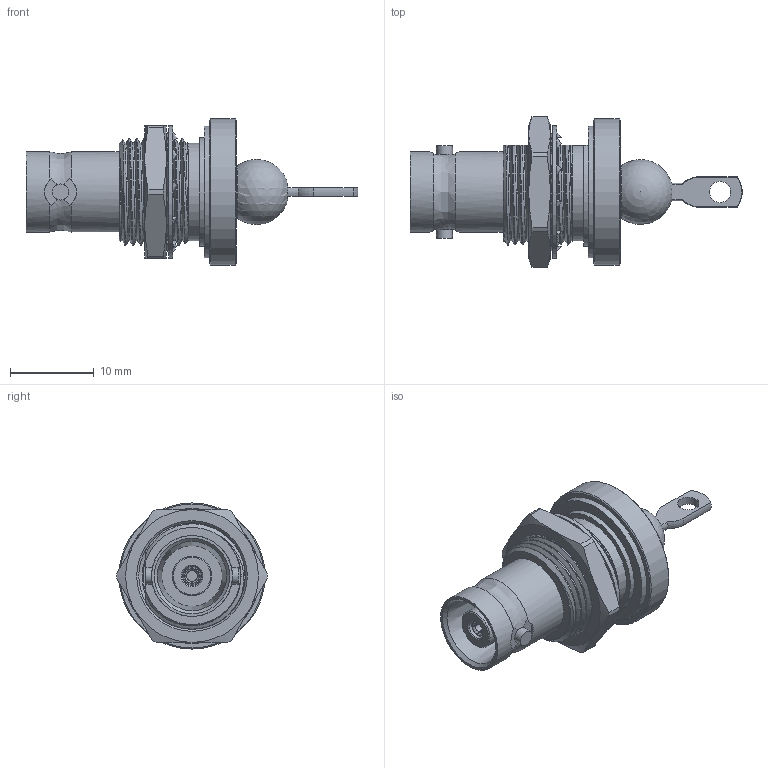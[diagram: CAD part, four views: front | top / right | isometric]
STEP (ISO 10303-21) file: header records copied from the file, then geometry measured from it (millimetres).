
FILE_DESCRIPTION (( 'STEP AP203' ), '1' );
FILE_NAME ('PE44896_3D.step', '2021-05-04T22:08:00', ( '' ), ( '' ), 'SwSTEP 2.0', 'SolidWorks 2020', '' );
FILE_SCHEMA (( 'CONFIG_CONTROL_DESIGN' ));
Length unit declared in the file: inch
Products named in the file (1): PE44896_3D
Bounding box: 39.65 x 18.03 x 17.45 mm (x, y, z)
Volume: 2993.7 mm3; surface area: 3218 mm2
Topology: 4 solids, 4 shells, 220 faces, 658 edges, 455 vertices
Faces by surface type: bspline 77, plane 57, cylinder 52, cone 30, sphere 2, torus 2
Full cylindrical faces by diameter (mm): 1.295 x1, 1.918 x2, 2.159 x1, 2.337 x1, 2.54 x1, 4.724 x1, 6.397 x1, 7.239 x1, 9.652 x2, 12.965 x1, 13.222 x1, 15.762 x1, 15.875 x1, 16.153 x1, 17.45 x1
Entity records: 20808 total; most frequent: CARTESIAN_POINT 15706, ORIENTED_EDGE 1238, DIRECTION 761, EDGE_CURVE 619, VERTEX_POINT 442, AXIS2_PLACEMENT_3D 298, EDGE_LOOP 263, B_SPLINE_CURVE_WITH_KNOTS 240
